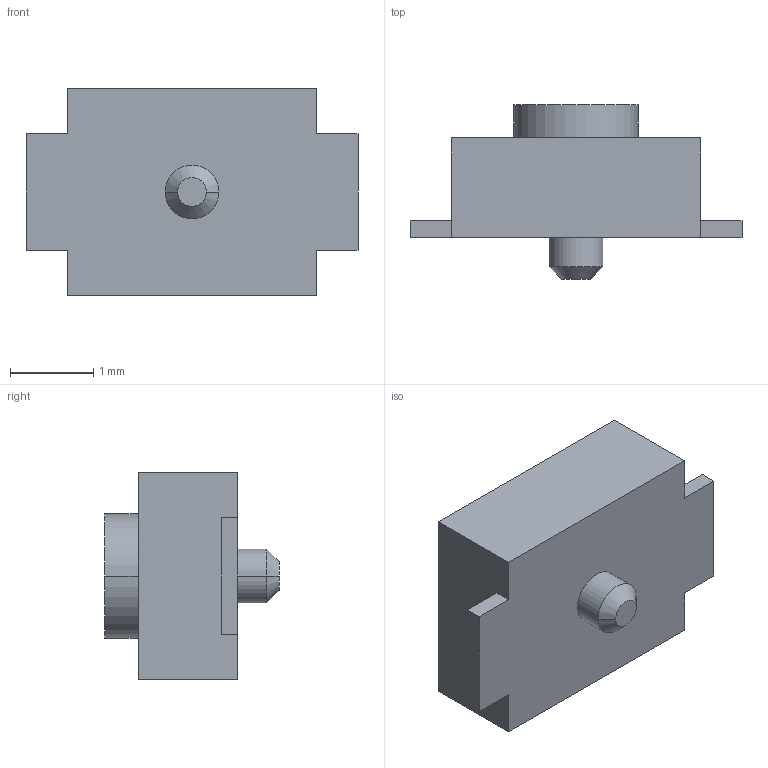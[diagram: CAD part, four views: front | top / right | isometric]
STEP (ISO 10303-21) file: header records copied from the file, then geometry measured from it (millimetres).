
FILE_DESCRIPTION(('STEP AP214'),'1');
FILE_NAME('b3u-1000p-b.stp','2017-06-07T21:27:57',('TraceParts'),('TraceParts S.A.'),'Spatial InterOp 3D',' ',' ');
FILE_SCHEMA(('automotive_design'));
Length unit declared in the file: millimetre
Products named in the file (1): b3u-1000p-b
Bounding box: 4 x 2.1 x 2.5 mm (x, y, z)
Volume: 10.1 mm3; surface area: 34.1 mm2
Topology: 1 solids, 1 shells, 22 faces, 52 edges, 34 vertices
Faces by surface type: plane 16, cylinder 4, cone 2
Entity records: 822 total; most frequent: CARTESIAN_POINT 109, DIRECTION 108, ORIENTED_EDGE 104, EDGE_CURVE 52, LINE 42, VECTOR 42, VERTEX_POINT 34, AXIS2_PLACEMENT_3D 33
